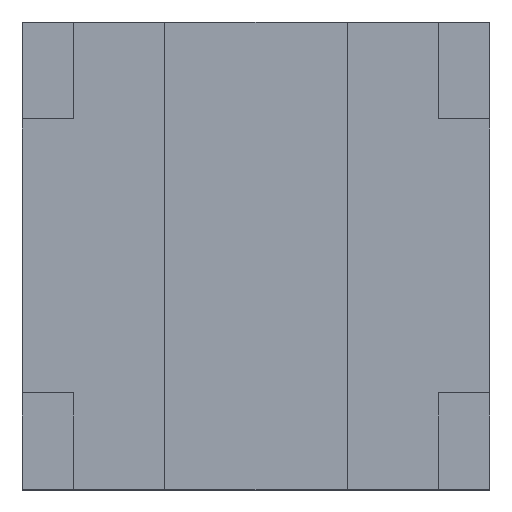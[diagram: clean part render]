
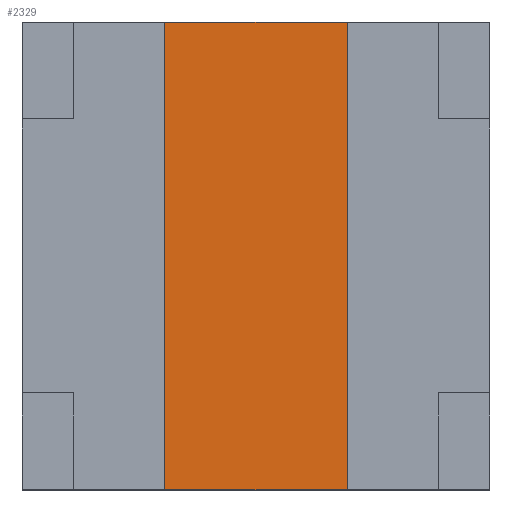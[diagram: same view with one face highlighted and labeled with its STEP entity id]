
A CAD part, top view. The second image highlights one B-rep face of the part: STEP entity #2329.
In plain terms, the highlighted planar face has unit normal (0, 0, 1).
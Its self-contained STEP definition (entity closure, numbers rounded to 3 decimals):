
#79=LINE('',#3197,#264);
#80=LINE('',#3200,#265);
#81=LINE('',#3202,#266);
#82=LINE('',#3204,#267);
#264=VECTOR('',#2575,1000.);
#265=VECTOR('',#2576,1000.);
#266=VECTOR('',#2577,1000.);
#267=VECTOR('',#2578,1000.);
#475=ORIENTED_EDGE('',*,*,#965,.F.);
#476=ORIENTED_EDGE('',*,*,#966,.T.);
#477=ORIENTED_EDGE('',*,*,#967,.T.);
#478=ORIENTED_EDGE('',*,*,#968,.T.);
#965=EDGE_CURVE('',#1210,#1211,#79,.T.);
#966=EDGE_CURVE('',#1210,#1212,#80,.T.);
#967=EDGE_CURVE('',#1212,#1213,#81,.T.);
#968=EDGE_CURVE('',#1213,#1211,#82,.T.);
#1210=VERTEX_POINT('',#3198);
#1211=VERTEX_POINT('',#3199);
#1212=VERTEX_POINT('',#3201);
#1213=VERTEX_POINT('',#3203);
#1386=EDGE_LOOP('',(#475,#476,#477,#478));
#1501=FACE_BOUND('',#1386,.T.);
#1607=PLANE('',#2440);
#2329=ADVANCED_FACE('',(#1501),#1607,.T.);
#2440=AXIS2_PLACEMENT_3D('',#3196,#2573,#2574);
#2573=DIRECTION('',(0.,0.,1.));
#2574=DIRECTION('',(1.,0.,0.));
#2575=DIRECTION('',(0.,-1.,0.));
#2576=DIRECTION('',(-1.,0.,0.));
#2577=DIRECTION('',(0.,-1.,0.));
#2578=DIRECTION('',(1.,0.,0.));
#3196=CARTESIAN_POINT('',(0.,0.,1.3));
#3197=CARTESIAN_POINT('',(0.8,2.05,1.3));
#3198=CARTESIAN_POINT('',(0.8,2.05,1.3));
#3199=CARTESIAN_POINT('',(0.8,-2.05,1.3));
#3200=CARTESIAN_POINT('',(2.05,2.05,1.3));
#3201=CARTESIAN_POINT('',(-0.8,2.05,1.3));
#3202=CARTESIAN_POINT('',(-0.8,2.05,1.3));
#3203=CARTESIAN_POINT('',(-0.8,-2.05,1.3));
#3204=CARTESIAN_POINT('',(-2.05,-2.05,1.3));
